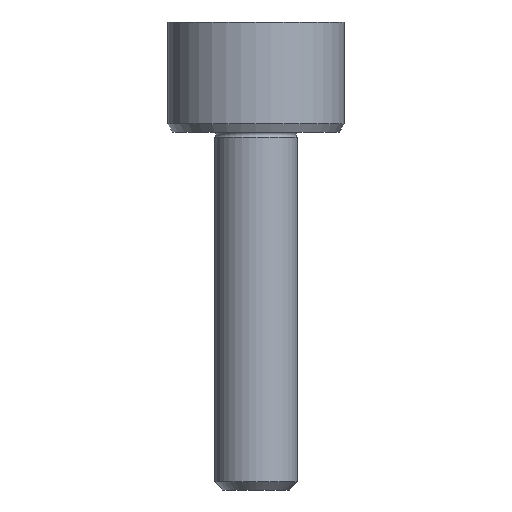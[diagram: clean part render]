
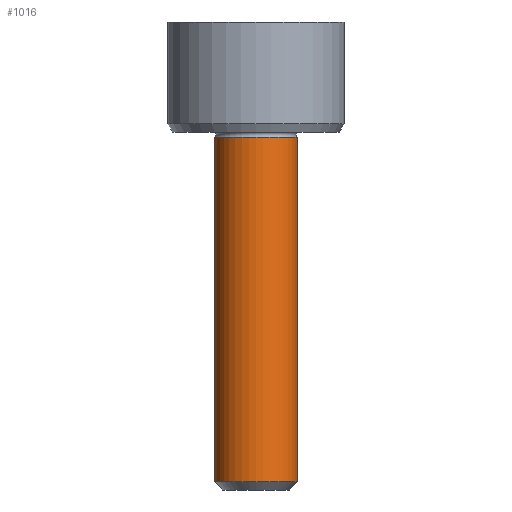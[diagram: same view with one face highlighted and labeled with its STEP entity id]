
A CAD part, front view. The second image highlights one B-rep face of the part: STEP entity #1016.
In plain terms, the highlighted cylindrical face has radius 1.5 mm (diameter 3 mm), a full revolution.
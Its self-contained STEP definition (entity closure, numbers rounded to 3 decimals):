
#16=CYLINDRICAL_SURFACE('',#1083,1.5);
#29=CIRCLE('',#1082,1.5);
#30=CIRCLE('',#1084,1.5);
#31=CIRCLE('',#1085,1.5);
#125=FACE_OUTER_BOUND('',#183,.T.);
#183=EDGE_LOOP('',(#881,#882,#883,#884,#885));
#269=LINE('',#1992,#348);
#348=VECTOR('',#1256,1.5);
#492=VERTEX_POINT('',#1984);
#493=VERTEX_POINT('',#1988);
#494=VERTEX_POINT('',#1989);
#635=EDGE_CURVE('',#492,#492,#29,.T.);
#637=EDGE_CURVE('',#493,#494,#30,.T.);
#638=EDGE_CURVE('',#494,#493,#31,.T.);
#639=EDGE_CURVE('',#494,#492,#269,.T.);
#881=ORIENTED_EDGE('',*,*,#637,.F.);
#882=ORIENTED_EDGE('',*,*,#638,.F.);
#883=ORIENTED_EDGE('',*,*,#639,.T.);
#884=ORIENTED_EDGE('',*,*,#635,.T.);
#885=ORIENTED_EDGE('',*,*,#639,.F.);
#1016=ADVANCED_FACE('',(#125),#16,.T.);
#1082=AXIS2_PLACEMENT_3D('',#1985,#1247,#1248);
#1083=AXIS2_PLACEMENT_3D('',#1987,#1250,#1251);
#1084=AXIS2_PLACEMENT_3D('',#1990,#1252,#1253);
#1085=AXIS2_PLACEMENT_3D('',#1991,#1254,#1255);
#1247=DIRECTION('center_axis',(0.,0.,1.));
#1248=DIRECTION('ref_axis',(0.,-1.,0.));
#1250=DIRECTION('center_axis',(0.,0.,1.));
#1251=DIRECTION('ref_axis',(0.,-1.,0.));
#1252=DIRECTION('center_axis',(0.,0.,1.));
#1253=DIRECTION('ref_axis',(0.,-1.,0.));
#1254=DIRECTION('center_axis',(0.,0.,1.));
#1255=DIRECTION('ref_axis',(0.,-1.,0.));
#1256=DIRECTION('',(0.,0.,-1.));
#1984=CARTESIAN_POINT('',(0.,1.5,-12.7));
#1985=CARTESIAN_POINT('Origin',(0.,0.,-12.7));
#1987=CARTESIAN_POINT('Origin',(0.,0.,-6.443));
#1988=CARTESIAN_POINT('',(-1.5,0.,-0.187));
#1989=CARTESIAN_POINT('',(0.,1.5,-0.187));
#1990=CARTESIAN_POINT('Origin',(0.,0.,-0.187));
#1991=CARTESIAN_POINT('Origin',(0.,0.,-0.187));
#1992=CARTESIAN_POINT('',(0.,1.5,-6.443));
